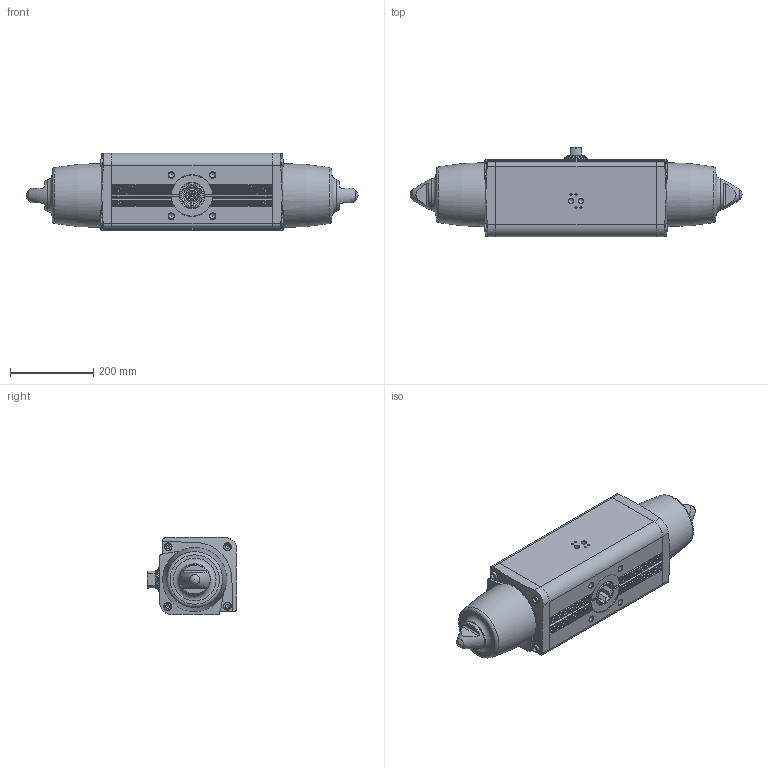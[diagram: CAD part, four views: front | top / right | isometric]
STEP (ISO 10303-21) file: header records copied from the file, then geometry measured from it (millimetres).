
FILE_DESCRIPTION(/* description */ ('Unknown'),/* implementation_level */ '2;1');
FILE_NAME(/* name */ 'SR11',/* time_stamp */ '2022-08-11T13:15:25+02:00',/* author */ ('Unknown'),/* organization */ ('Unknown'),/* preprocessor_version */ 'ST-DEVELOPER v16.7',/* originating_system */ 'Solid Edge',/* authorisation */ 'Unknown');
FILE_SCHEMA (('AUTOMOTIVE_DESIGN {1 0 10303 214 3 1 1}'));
Length unit declared in the file: millimetre
Products named in the file (2): SR 720; _SRN0720401S_new
Assembly tree (1 placements, depth 2):
  SR 720
    _SRN0720401S_new
Bounding box: 798 x 216 x 186 mm (x, y, z)
Volume: 18731545.3 mm3; surface area: 599521.6 mm2
Topology: 1 solids, 1 shells, 457 faces, 1166 edges, 745 vertices
Faces by surface type: plane 233, cylinder 116, cone 70, torus 32, sphere 6
Full cylindrical faces by diameter (mm): 2.5 x2, 4.134 x8, 4.917 x1, 11.445 x2, 13.835 x4, 18 x8, 38.9 x1, 45 x1, 50.8 x1, 57 x1, 58 x1, 59 x1, 158 x2
Entity records: 16315 total; most frequent: CARTESIAN_POINT 2769, DIRECTION 2152, ORIENTED_EDGE 1976, EDGE_CURVE 988, AXIS2_PLACEMENT_3D 825, VERTEX_POINT 712, FACE_BOUND 632, EDGE_LOOP 608
